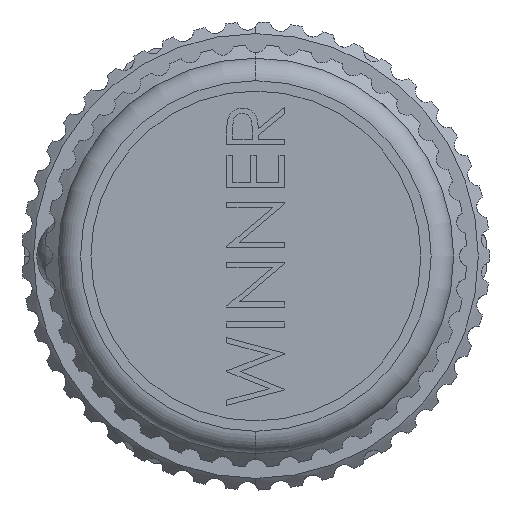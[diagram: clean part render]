
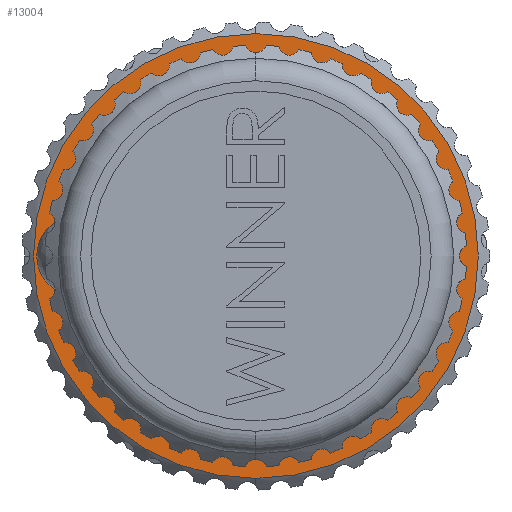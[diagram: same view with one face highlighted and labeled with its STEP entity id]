
A CAD part, left-side view. The second image highlights one B-rep face of the part: STEP entity #13004.
In plain terms, the highlighted planar face has unit normal (-1, 0, 0).
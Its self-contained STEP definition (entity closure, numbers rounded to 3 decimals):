
#4146 = CIRCLE ( 'NONE', #7440, 8.56 ) ;
#7440 = AXIS2_PLACEMENT_3D ( 'NONE', #19271, #19272, #19274 ) ;
#7441 = AXIS2_PLACEMENT_3D ( 'NONE', #22486, #22487, #22488 ) ;
#7545 = AXIS2_PLACEMENT_3D ( 'NONE', #27414, #27415, #27416 ) ;
#7888 = AXIS2_PLACEMENT_3D ( 'NONE', #43284, #43286, #43288 ) ;
#8714 = CARTESIAN_POINT ( 'NONE',  ( -7.74, 0., 15.3 ) ) ;
#8716 = CARTESIAN_POINT ( 'NONE',  ( -7.74, 0., -15.3 ) ) ;
#8812 = CARTESIAN_POINT ( 'NONE',  ( -7.74, 0., -8.56 ) ) ;
#8813 = CARTESIAN_POINT ( 'NONE',  ( -7.74, 0., 8.56 ) ) ;
#10892 = ORIENTED_EDGE ( 'NONE', *, *, #19755, .F. ) ;
#10893 = ORIENTED_EDGE ( 'NONE', *, *, #44605, .F. ) ;
#10894 = ORIENTED_EDGE ( 'NONE', *, *, #19876, .T. ) ;
#10895 = ORIENTED_EDGE ( 'NONE', *, *, #45583, .T. ) ;
#13004 = ADVANCED_FACE ( 'NONE', ( #24512, #24517 ), #43732, .T. ) ;
#15461 = EDGE_LOOP ( 'NONE', ( #10894, #10895 ) ) ;
#15792 = EDGE_LOOP ( 'NONE', ( #10892, #10893 ) ) ;
#16691 = VERTEX_POINT ( 'NONE', #8714 ) ;
#16693 = VERTEX_POINT ( 'NONE', #8716 ) ;
#16789 = VERTEX_POINT ( 'NONE', #8812 ) ;
#16790 = VERTEX_POINT ( 'NONE', #8813 ) ;
#19271 = CARTESIAN_POINT ( 'NONE',  ( -7.74, 0., 0. ) ) ;
#19272 = DIRECTION ( 'NONE',  ( -1., 0., 0. ) ) ;
#19274 = DIRECTION ( 'NONE',  ( 0., 0., 1. ) ) ;
#19755 = EDGE_CURVE ( 'NONE', #16790, #16789, #4146, .T. ) ;
#19876 = EDGE_CURVE ( 'NONE', #16693, #16691, #23823, .T. ) ;
#20618 = AXIS2_PLACEMENT_3D ( 'NONE', #43710, #43734, #43735 ) ;
#22486 = CARTESIAN_POINT ( 'NONE',  ( -7.74, 0., 0. ) ) ;
#22487 = DIRECTION ( 'NONE',  ( -1., 0., 0. ) ) ;
#22488 = DIRECTION ( 'NONE',  ( 0., 0., 1. ) ) ;
#23823 = CIRCLE ( 'NONE', #7441, 15.3 ) ;
#24480 = CIRCLE ( 'NONE', #7545, 8.56 ) ;
#24512 = FACE_BOUND ( 'NONE', #15792, .T. ) ;
#24517 = FACE_OUTER_BOUND ( 'NONE', #15461, .T. ) ;
#27414 = CARTESIAN_POINT ( 'NONE',  ( -7.74, 0., 0. ) ) ;
#27415 = DIRECTION ( 'NONE',  ( -1., 0., 0. ) ) ;
#27416 = DIRECTION ( 'NONE',  ( 0., 0., 1. ) ) ;
#40075 = CIRCLE ( 'NONE', #7888, 15.3 ) ;
#43284 = CARTESIAN_POINT ( 'NONE',  ( -7.74, 0., 0. ) ) ;
#43286 = DIRECTION ( 'NONE',  ( -1., 0., 0. ) ) ;
#43288 = DIRECTION ( 'NONE',  ( 0., 0., 1. ) ) ;
#43710 = CARTESIAN_POINT ( 'NONE',  ( -7.74, 0., 0. ) ) ;
#43732 = PLANE ( 'NONE',  #20618 ) ;
#43734 = DIRECTION ( 'NONE',  ( -1., 0., 0. ) ) ;
#43735 = DIRECTION ( 'NONE',  ( 0., 0., 1. ) ) ;
#44605 = EDGE_CURVE ( 'NONE', #16789, #16790, #24480, .T. ) ;
#45583 = EDGE_CURVE ( 'NONE', #16691, #16693, #40075, .T. ) ;
